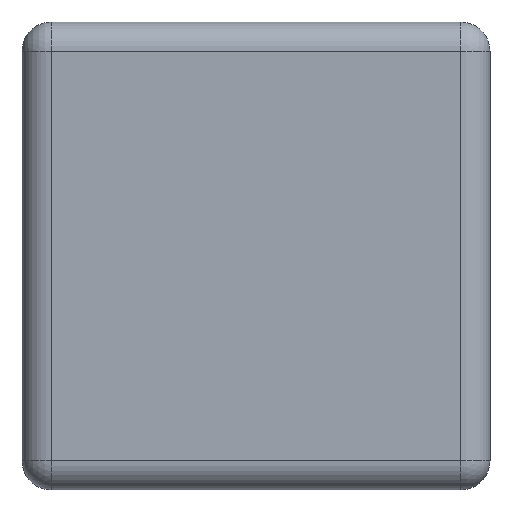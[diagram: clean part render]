
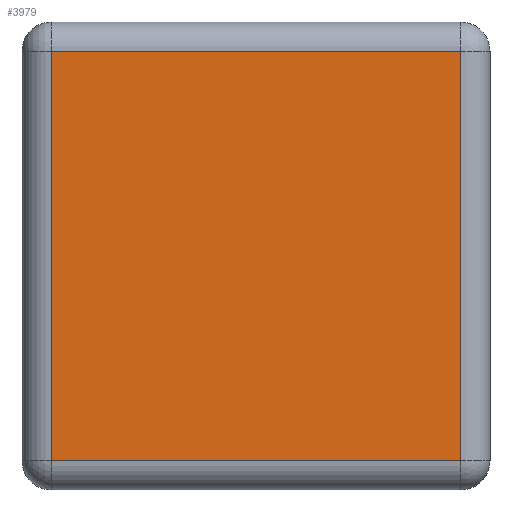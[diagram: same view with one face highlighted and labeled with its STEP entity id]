
A CAD part, left-side view. The second image highlights one B-rep face of the part: STEP entity #3979.
In plain terms, the highlighted planar face has unit normal (-1, 0, 0).
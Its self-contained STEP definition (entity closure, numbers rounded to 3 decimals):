
#1 = DIRECTION ( 'NONE',  ( 0., 0., 1. ) ) ;
#73 = VERTEX_POINT ( 'NONE', #2561 ) ;
#168 = EDGE_CURVE ( 'NONE', #4607, #1947, #1877, .T. ) ;
#238 = DIRECTION ( 'NONE',  ( 0., -1., 0. ) ) ;
#282 = CARTESIAN_POINT ( 'NONE',  ( -0.8, 0.4, 0.75 ) ) ;
#305 = ORIENTED_EDGE ( 'NONE', *, *, #3622, .T. ) ;
#595 = DIRECTION ( 'NONE',  ( 1., 0., 0. ) ) ;
#672 = CARTESIAN_POINT ( 'NONE',  ( -0.8, 0.35, 0.05 ) ) ;
#707 = CARTESIAN_POINT ( 'NONE',  ( -0.8, -0.35, 0.05 ) ) ;
#827 = EDGE_CURVE ( 'NONE', #2138, #73, #2639, .T. ) ;
#945 = CARTESIAN_POINT ( 'NONE',  ( -0.8, 0.35, 0.75 ) ) ;
#1047 = ORIENTED_EDGE ( 'NONE', *, *, #168, .T. ) ;
#1384 = VECTOR ( 'NONE', #1781, 1000. ) ;
#1763 = CARTESIAN_POINT ( 'NONE',  ( -0.8, -0.4, 0.05 ) ) ;
#1781 = DIRECTION ( 'NONE',  ( 0., 1., 0. ) ) ;
#1877 = LINE ( 'NONE', #2348, #2836 ) ;
#1947 = VERTEX_POINT ( 'NONE', #672 ) ;
#2138 = VERTEX_POINT ( 'NONE', #707 ) ;
#2348 = CARTESIAN_POINT ( 'NONE',  ( -0.8, 0.35, 0.8 ) ) ;
#2351 = EDGE_LOOP ( 'NONE', ( #3311, #2859, #305, #1047 ) ) ;
#2460 = DIRECTION ( 'NONE',  ( 0., 0., -1. ) ) ;
#2561 = CARTESIAN_POINT ( 'NONE',  ( -0.8, -0.35, 0.75 ) ) ;
#2639 = LINE ( 'NONE', #4232, #3085 ) ;
#2745 = DIRECTION ( 'NONE',  ( 0., 0., -1. ) ) ;
#2796 = FACE_OUTER_BOUND ( 'NONE', #2351, .T. ) ;
#2836 = VECTOR ( 'NONE', #2745, 1000. ) ;
#2842 = CARTESIAN_POINT ( 'NONE',  ( -0.8, -0.4, 0.8 ) ) ;
#2859 = ORIENTED_EDGE ( 'NONE', *, *, #827, .T. ) ;
#3085 = VECTOR ( 'NONE', #1, 1000. ) ;
#3236 = PLANE ( 'NONE',  #4602 ) ;
#3287 = LINE ( 'NONE', #1763, #3733 ) ;
#3311 = ORIENTED_EDGE ( 'NONE', *, *, #3589, .T. ) ;
#3589 = EDGE_CURVE ( 'NONE', #1947, #2138, #3287, .T. ) ;
#3622 = EDGE_CURVE ( 'NONE', #73, #4607, #3653, .T. ) ;
#3653 = LINE ( 'NONE', #282, #1384 ) ;
#3733 = VECTOR ( 'NONE', #238, 1000. ) ;
#3979 = ADVANCED_FACE ( 'NONE', ( #2796 ), #3236, .F. ) ;
#4232 = CARTESIAN_POINT ( 'NONE',  ( -0.8, -0.35, 0.8 ) ) ;
#4602 = AXIS2_PLACEMENT_3D ( 'NONE', #2842, #595, #2460 ) ;
#4607 = VERTEX_POINT ( 'NONE', #945 ) ;
